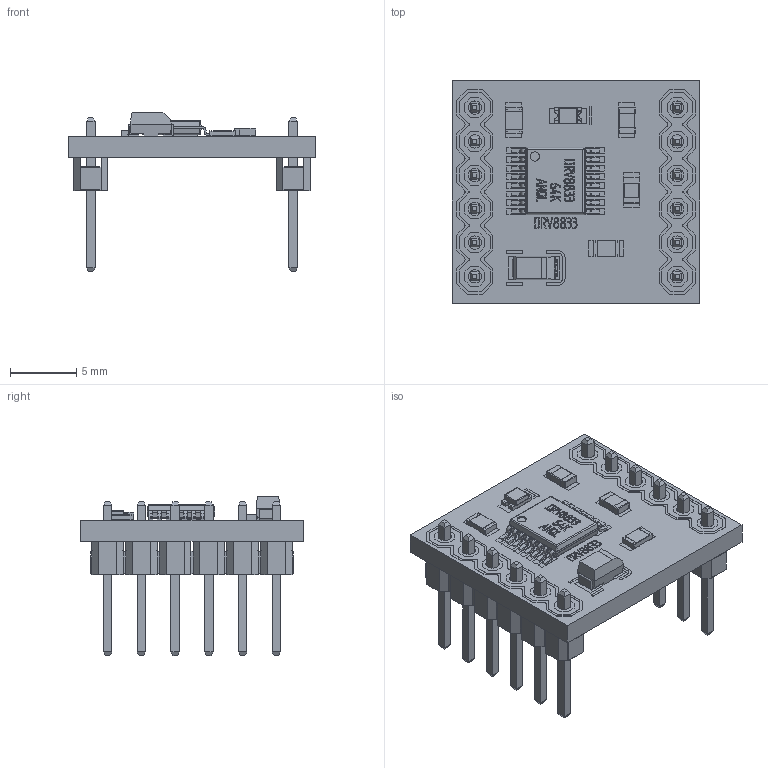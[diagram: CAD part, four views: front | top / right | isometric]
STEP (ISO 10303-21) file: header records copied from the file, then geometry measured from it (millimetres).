
FILE_DESCRIPTION(/* description */ ('Modulo DRV8833'),/* implementation_level */ '2;1');
FILE_NAME(/* name */ 'Modulo_DRV8833_A',/* time_stamp */ '2024-09-23T11:47:18-03:00',/* author */ ('Juan Manuel Dominici'),/* organization */ ('-'),/* preprocessor_version */ 'ST-DEVELOPER v16.7',/* originating_system */ 'Solid Edge',/* authorisation */ 'Unknown');
FILE_SCHEMA (('AUTOMOTIVE_DESIGN {1 0 10303 214 3 1 1}'));
Products named in the file (15): Modulo DRV8833 ; placa; TSSOP-PW-16PIN; TSSOP_cuerpo_1.2h; TSSOP_pin_6.6; PIN_macho_1x6; T494A; C0805_060; R0805; LED0805; housing; marking; cover; base_2; base
Assembly tree (19 placements, depth 3):
  Modulo DRV8833 
    placa
    TSSOP-PW-16PIN
      TSSOP_cuerpo_1.2h
      TSSOP_pin_6.6  x2
    PIN_macho_1x6  x2
    T494A
    C0805_060  x2
    R0805  x2
    LED0805
      housing
      marking  x2
      cover
      base_2
      base
Bounding box: 18.6 x 16.75 x 12.01 mm (x, y, z)
Volume: 714.7 mm3; surface area: 1641.1 mm2
Topology: 31 solids, 31 shells, 2433 faces, 6012 edges, 3816 vertices
Faces by surface type: plane 1918, cylinder 301, bspline 178, sphere 28, cone 8
Full cylindrical faces by diameter (mm): 0.7 x1, 0.8 x2, 1 x12
Entity records: 77609 total; most frequent: CARTESIAN_POINT 17856, ORIENTED_EDGE 9866, DIRECTION 8751, EDGE_CURVE 4933, LINE 4081, VECTOR 4081, VERTEX_POINT 3190, AXIS2_PLACEMENT_3D 2335
